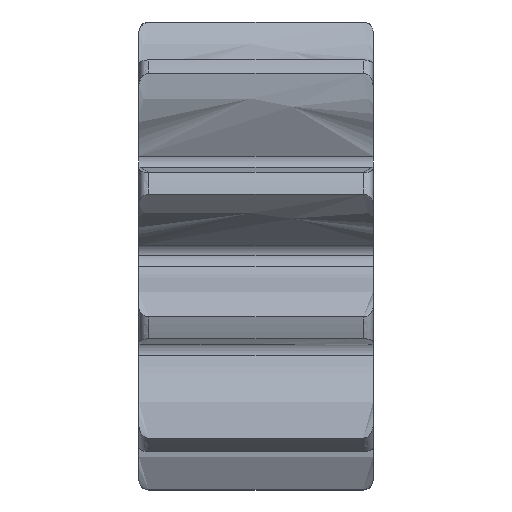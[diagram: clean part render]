
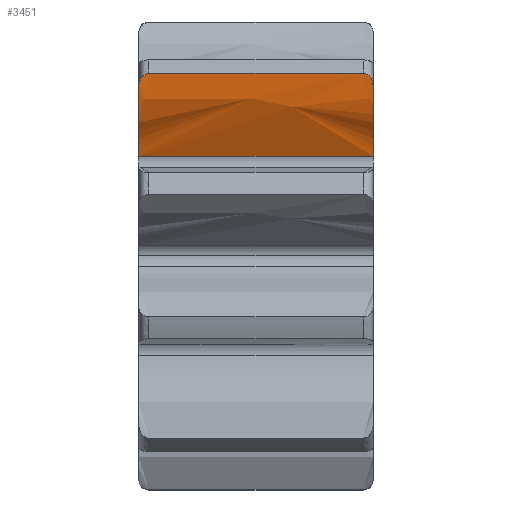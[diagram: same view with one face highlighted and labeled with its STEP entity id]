
A CAD part, top view. The second image highlights one B-rep face of the part: STEP entity #3451.
In plain terms, the highlighted free-form (B-spline) face has degree [3, 1] with [16, 2] control points.
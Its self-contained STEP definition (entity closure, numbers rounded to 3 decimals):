
#16 = CARTESIAN_POINT ( 'NONE',  ( 2.2, 4.364, 3.745 ) ) ;
#26 = CARTESIAN_POINT ( 'NONE',  ( -3.8, 3.244, 3.349 ) ) ;
#88 = CARTESIAN_POINT ( 'NONE',  ( 2.2, 3.139, 3.267 ) ) ;
#123 = B_SPLINE_SURFACE_WITH_KNOTS ( 'NONE', 3, 1, ( 
 ( #1321, #652 ),
 ( #3163, #1633 ),
 ( #3455, #1900 ),
 ( #16, #2160 ),
 ( #343, #2415 ),
 ( #669, #2673 ),
 ( #994, #2923 ),
 ( #1337, #3174 ),
 ( #1644, #3469 ),
 ( #1910, #26 ),
 ( #2173, #359 ),
 ( #2424, #683 ),
 ( #2688, #1006 ),
 ( #2933, #1355 ),
 ( #3186, #1653 ),
 ( #3480, #1926 ) ),
 .UNSPECIFIED., .F., .F., .F.,
 ( 4, 3, 3, 3, 3, 4 ),
 ( 2, 2 ),
 ( 0., 0., 0., 0., 0.001, 0.001 ),
 ( 0., 1. ),
 .UNSPECIFIED. ) ;
#211 = FACE_OUTER_BOUND ( 'NONE', #1823, .T. ) ;
#343 = CARTESIAN_POINT ( 'NONE',  ( 2.2, 4.098, 3.719 ) ) ;
#359 = CARTESIAN_POINT ( 'NONE',  ( -3.8, 3.139, 3.267 ) ) ;
#398 = CARTESIAN_POINT ( 'NONE',  ( 2.2, 4.364, 3.745 ) ) ;
#416 = CARTESIAN_POINT ( 'NONE',  ( 2.2, 2.892, 3.157 ) ) ;
#582 = CARTESIAN_POINT ( 'NONE',  ( 2.2, 2.554, 3.057 ) ) ;
#594 = CARTESIAN_POINT ( 'NONE',  ( 2.179, 4.511, 3.756 ) ) ;
#652 = CARTESIAN_POINT ( 'NONE',  ( -3.8, 4.676, 3.76 ) ) ;
#669 = CARTESIAN_POINT ( 'NONE',  ( 2.2, 3.83, 3.664 ) ) ;
#683 = CARTESIAN_POINT ( 'NONE',  ( -3.8, 3.016, 3.206 ) ) ;
#699 = CARTESIAN_POINT ( 'NONE',  ( 2.2, 2.554, 3.057 ) ) ;
#733 = EDGE_CURVE ( 'NONE', #3134, #3045, #2328, .T. ) ;
#739 = CARTESIAN_POINT ( 'NONE',  ( 2.2, 2.669, 3.082 ) ) ;
#756 = EDGE_CURVE ( 'NONE', #1238, #3691, #1694, .T. ) ;
#886 = CARTESIAN_POINT ( 'NONE',  ( 1.95, 4.676, 3.76 ) ) ;
#899 = DIRECTION ( 'NONE',  ( -1., 0., 0. ) ) ;
#914 = CARTESIAN_POINT ( 'NONE',  ( 2.025, 4.676, 3.76 ) ) ;
#994 = CARTESIAN_POINT ( 'NONE',  ( 2.2, 3.585, 3.558 ) ) ;
#1006 = CARTESIAN_POINT ( 'NONE',  ( -3.8, 2.892, 3.157 ) ) ;
#1017 = VERTEX_POINT ( 'NONE', #699 ) ;
#1056 = ORIENTED_EDGE ( 'NONE', *, *, #1264, .T. ) ;
#1061 = VERTEX_POINT ( 'NONE', #2527 ) ;
#1153 = ORIENTED_EDGE ( 'NONE', *, *, #1268, .T. ) ;
#1159 = EDGE_CURVE ( 'NONE', #1061, #1017, #2922, .T. ) ;
#1238 = VERTEX_POINT ( 'NONE', #2829 ) ;
#1245 = VECTOR ( 'NONE', #899, 1000. ) ;
#1263 = EDGE_CURVE ( 'NONE', #1017, #3691, #2769, .T. ) ;
#1264 = EDGE_CURVE ( 'NONE', #3045, #1238, #2467, .T. ) ;
#1268 = EDGE_CURVE ( 'NONE', #1061, #3134, #3143, .T. ) ;
#1321 = CARTESIAN_POINT ( 'NONE',  ( 2.2, 4.676, 3.76 ) ) ;
#1337 = CARTESIAN_POINT ( 'NONE',  ( 2.2, 3.463, 3.505 ) ) ;
#1355 = CARTESIAN_POINT ( 'NONE',  ( -3.8, 2.782, 3.114 ) ) ;
#1394 = CARTESIAN_POINT ( 'NONE',  ( 2.2, 3.83, 3.664 ) ) ;
#1457 = CARTESIAN_POINT ( 'NONE',  ( -3.8, 2.554, 3.057 ) ) ;
#1569 = CARTESIAN_POINT ( 'NONE',  ( -3.692, 4.631, 3.76 ) ) ;
#1584 = ORIENTED_EDGE ( 'NONE', *, *, #1263, .F. ) ;
#1633 = CARTESIAN_POINT ( 'NONE',  ( -3.8, 4.571, 3.759 ) ) ;
#1644 = CARTESIAN_POINT ( 'NONE',  ( 2.2, 3.349, 3.431 ) ) ;
#1653 = CARTESIAN_POINT ( 'NONE',  ( -3.8, 2.669, 3.082 ) ) ;
#1692 = CARTESIAN_POINT ( 'NONE',  ( 2.2, 3.463, 3.505 ) ) ;
#1694 = B_SPLINE_CURVE_WITH_KNOTS ( 'NONE', 3,
 ( #2718, #3213, #2945, #2508, #2494, #2478, #2465, #2455, #2408, #2363, #2242, #2209, #2193 ),
 .UNSPECIFIED., .F., .F.,
 ( 4, 3, 3, 3, 4 ),
 ( 0., 0., 0., 0.001, 0.001 ),
 .UNSPECIFIED. ) ;
#1802 = CARTESIAN_POINT ( 'NONE',  ( -3.55, 4.676, 3.76 ) ) ;
#1823 = EDGE_LOOP ( 'NONE', ( #2011, #1056, #3636, #1584, #2671, #1153 ) ) ;
#1834 = CARTESIAN_POINT ( 'NONE',  ( -3.8, 4.437, 3.752 ) ) ;
#1900 = CARTESIAN_POINT ( 'NONE',  ( -3.8, 4.467, 3.754 ) ) ;
#1910 = CARTESIAN_POINT ( 'NONE',  ( 2.2, 3.244, 3.349 ) ) ;
#1926 = CARTESIAN_POINT ( 'NONE',  ( -3.8, 2.554, 3.057 ) ) ;
#1959 = CARTESIAN_POINT ( 'NONE',  ( 2.2, 3.244, 3.349 ) ) ;
#2011 = ORIENTED_EDGE ( 'NONE', *, *, #733, .T. ) ;
#2099 = CARTESIAN_POINT ( 'NONE',  ( 2.2, 4.364, 3.745 ) ) ;
#2103 = CARTESIAN_POINT ( 'NONE',  ( 2.2, 4.676, 3.76 ) ) ;
#2160 = CARTESIAN_POINT ( 'NONE',  ( -3.8, 4.364, 3.745 ) ) ;
#2173 = CARTESIAN_POINT ( 'NONE',  ( 2.2, 3.139, 3.267 ) ) ;
#2193 = CARTESIAN_POINT ( 'NONE',  ( -3.8, 2.554, 3.057 ) ) ;
#2209 = CARTESIAN_POINT ( 'NONE',  ( -3.8, 2.669, 3.082 ) ) ;
#2217 = CARTESIAN_POINT ( 'NONE',  ( 2.2, 3.016, 3.206 ) ) ;
#2230 = DIRECTION ( 'NONE',  ( -1., 0., 0. ) ) ;
#2242 = CARTESIAN_POINT ( 'NONE',  ( -3.8, 2.782, 3.114 ) ) ;
#2328 = LINE ( 'NONE', #2103, #2917 ) ;
#2363 = CARTESIAN_POINT ( 'NONE',  ( -3.8, 2.892, 3.157 ) ) ;
#2408 = CARTESIAN_POINT ( 'NONE',  ( -3.8, 3.016, 3.206 ) ) ;
#2415 = CARTESIAN_POINT ( 'NONE',  ( -3.8, 4.098, 3.719 ) ) ;
#2424 = CARTESIAN_POINT ( 'NONE',  ( 2.2, 3.016, 3.206 ) ) ;
#2455 = CARTESIAN_POINT ( 'NONE',  ( -3.8, 3.139, 3.267 ) ) ;
#2461 = CARTESIAN_POINT ( 'NONE',  ( 2.2, 4.098, 3.719 ) ) ;
#2465 = CARTESIAN_POINT ( 'NONE',  ( -3.8, 3.244, 3.349 ) ) ;
#2467 = B_SPLINE_CURVE_WITH_KNOTS ( 'NONE', 3,
 ( #2850, #3088, #1569, #3386, #1834, #3650 ),
 .UNSPECIFIED., .F., .F.,
 ( 4, 2, 4 ),
 ( 0., 0., 0. ),
 .UNSPECIFIED. ) ;
#2471 = CARTESIAN_POINT ( 'NONE',  ( 2.2, 2.782, 3.114 ) ) ;
#2478 = CARTESIAN_POINT ( 'NONE',  ( -3.8, 3.349, 3.431 ) ) ;
#2494 = CARTESIAN_POINT ( 'NONE',  ( -3.8, 3.463, 3.505 ) ) ;
#2508 = CARTESIAN_POINT ( 'NONE',  ( -3.8, 3.585, 3.558 ) ) ;
#2527 = CARTESIAN_POINT ( 'NONE',  ( 2.2, 4.364, 3.745 ) ) ;
#2619 = CARTESIAN_POINT ( 'NONE',  ( 2.093, 4.63, 3.76 ) ) ;
#2671 = ORIENTED_EDGE ( 'NONE', *, *, #1159, .F. ) ;
#2673 = CARTESIAN_POINT ( 'NONE',  ( -3.8, 3.83, 3.664 ) ) ;
#2688 = CARTESIAN_POINT ( 'NONE',  ( 2.2, 2.892, 3.157 ) ) ;
#2718 = CARTESIAN_POINT ( 'NONE',  ( -3.8, 4.364, 3.745 ) ) ;
#2728 = CARTESIAN_POINT ( 'NONE',  ( 2.2, 2.554, 3.057 ) ) ;
#2769 = LINE ( 'NONE', #582, #1245 ) ;
#2829 = CARTESIAN_POINT ( 'NONE',  ( -3.8, 4.364, 3.745 ) ) ;
#2850 = CARTESIAN_POINT ( 'NONE',  ( -3.55, 4.676, 3.76 ) ) ;
#2858 = CARTESIAN_POINT ( 'NONE',  ( 2.2, 4.438, 3.752 ) ) ;
#2862 = CARTESIAN_POINT ( 'NONE',  ( 1.95, 4.676, 3.76 ) ) ;
#2917 = VECTOR ( 'NONE', #2230, 1000. ) ;
#2922 = B_SPLINE_CURVE_WITH_KNOTS ( 'NONE', 3,
 ( #398, #2461, #1394, #3220, #1692, #3518, #1959, #88, #2217, #416, #2471, #739, #2728 ),
 .UNSPECIFIED., .F., .F.,
 ( 4, 3, 3, 3, 4 ),
 ( 0., 0., 0., 0.001, 0.001 ),
 .UNSPECIFIED. ) ;
#2923 = CARTESIAN_POINT ( 'NONE',  ( -3.8, 3.585, 3.558 ) ) ;
#2933 = CARTESIAN_POINT ( 'NONE',  ( 2.2, 2.782, 3.114 ) ) ;
#2945 = CARTESIAN_POINT ( 'NONE',  ( -3.8, 3.83, 3.664 ) ) ;
#3045 = VERTEX_POINT ( 'NONE', #1802 ) ;
#3088 = CARTESIAN_POINT ( 'NONE',  ( -3.625, 4.676, 3.76 ) ) ;
#3134 = VERTEX_POINT ( 'NONE', #886 ) ;
#3143 = B_SPLINE_CURVE_WITH_KNOTS ( 'NONE', 3,
 ( #2099, #2858, #594, #2619, #914, #2862 ),
 .UNSPECIFIED., .F., .F.,
 ( 4, 2, 4 ),
 ( 0., 0., 0. ),
 .UNSPECIFIED. ) ;
#3163 = CARTESIAN_POINT ( 'NONE',  ( 2.2, 4.571, 3.759 ) ) ;
#3174 = CARTESIAN_POINT ( 'NONE',  ( -3.8, 3.463, 3.505 ) ) ;
#3186 = CARTESIAN_POINT ( 'NONE',  ( 2.2, 2.669, 3.082 ) ) ;
#3213 = CARTESIAN_POINT ( 'NONE',  ( -3.8, 4.098, 3.719 ) ) ;
#3220 = CARTESIAN_POINT ( 'NONE',  ( 2.2, 3.585, 3.558 ) ) ;
#3386 = CARTESIAN_POINT ( 'NONE',  ( -3.779, 4.511, 3.756 ) ) ;
#3451 = ADVANCED_FACE ( 'NONE', ( #211 ), #123, .F. ) ;
#3455 = CARTESIAN_POINT ( 'NONE',  ( 2.2, 4.467, 3.754 ) ) ;
#3469 = CARTESIAN_POINT ( 'NONE',  ( -3.8, 3.349, 3.431 ) ) ;
#3480 = CARTESIAN_POINT ( 'NONE',  ( 2.2, 2.554, 3.057 ) ) ;
#3518 = CARTESIAN_POINT ( 'NONE',  ( 2.2, 3.349, 3.431 ) ) ;
#3636 = ORIENTED_EDGE ( 'NONE', *, *, #756, .T. ) ;
#3650 = CARTESIAN_POINT ( 'NONE',  ( -3.8, 4.364, 3.745 ) ) ;
#3691 = VERTEX_POINT ( 'NONE', #1457 ) ;
